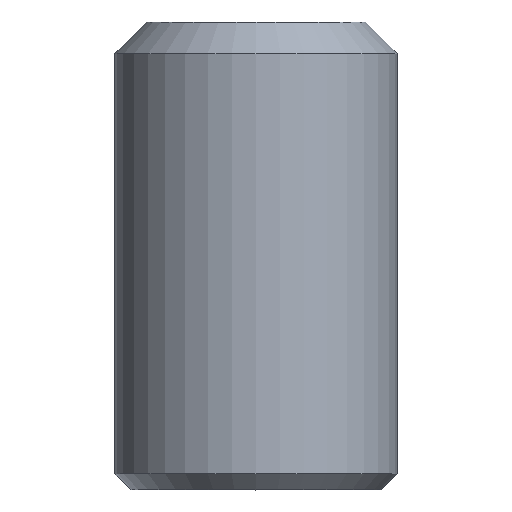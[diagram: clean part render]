
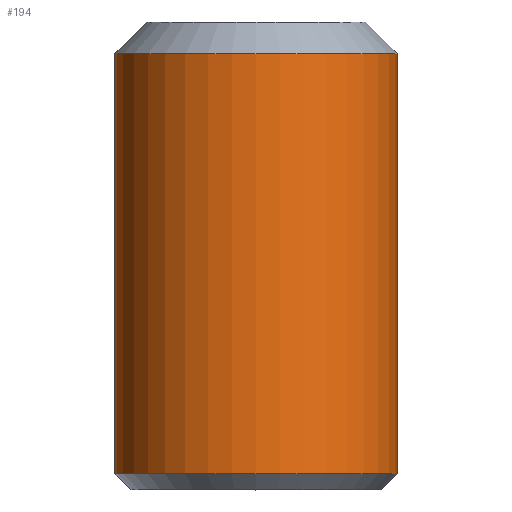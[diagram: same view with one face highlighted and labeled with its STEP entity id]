
A CAD part, top view. The second image highlights one B-rep face of the part: STEP entity #194.
In plain terms, the highlighted cylindrical face has radius 0.89 mm (diameter 1.78 mm), a full revolution.
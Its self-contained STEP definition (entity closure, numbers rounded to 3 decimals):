
#16=CYLINDRICAL_SURFACE('',#209,0.89);
#18=FACE_BOUND('',#72,.T.);
#58=FACE_OUTER_BOUND('',#71,.T.);
#71=EDGE_LOOP('',(#134));
#72=EDGE_LOOP('',(#135));
#86=CIRCLE('',#210,0.89);
#87=CIRCLE('',#211,0.89);
#96=VERTEX_POINT('',#292);
#97=VERTEX_POINT('',#294);
#112=EDGE_CURVE('',#96,#96,#86,.T.);
#113=EDGE_CURVE('',#97,#97,#87,.T.);
#134=ORIENTED_EDGE('',*,*,#112,.F.);
#135=ORIENTED_EDGE('',*,*,#113,.F.);
#194=ADVANCED_FACE('',(#58,#18),#16,.T.);
#209=AXIS2_PLACEMENT_3D('',#291,#235,#236);
#210=AXIS2_PLACEMENT_3D('',#293,#237,#238);
#211=AXIS2_PLACEMENT_3D('',#295,#239,#240);
#235=DIRECTION('center_axis',(0.,1.,0.));
#236=DIRECTION('ref_axis',(1.,0.,0.));
#237=DIRECTION('center_axis',(0.,-1.,0.));
#238=DIRECTION('ref_axis',(-1.,0.,0.));
#239=DIRECTION('center_axis',(0.,1.,0.));
#240=DIRECTION('ref_axis',(1.,0.,0.));
#291=CARTESIAN_POINT('Origin',(0.,0.,0.));
#292=CARTESIAN_POINT('',(-0.89,0.1,0.));
#293=CARTESIAN_POINT('Origin',(0.,0.1,0.));
#294=CARTESIAN_POINT('',(-0.89,2.75,0.));
#295=CARTESIAN_POINT('Origin',(0.,2.75,0.));
